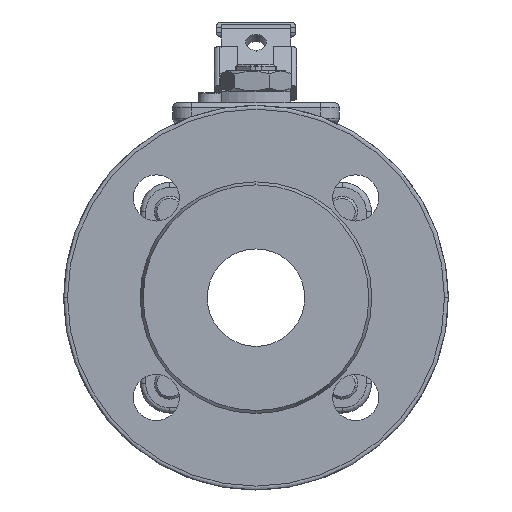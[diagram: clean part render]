
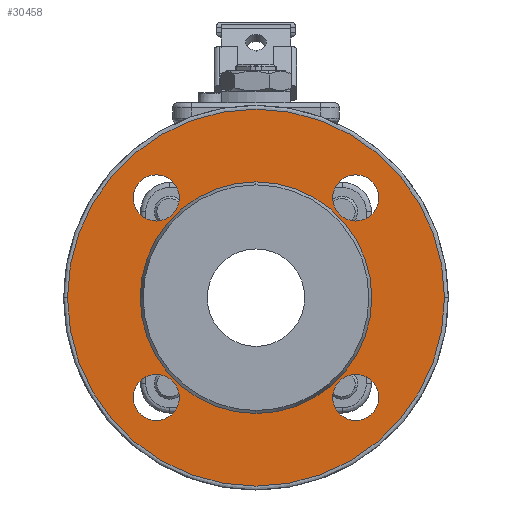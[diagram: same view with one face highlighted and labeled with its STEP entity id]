
A CAD part, left-side view. The second image highlights one B-rep face of the part: STEP entity #30458.
In plain terms, the highlighted planar face has unit normal (-1, 0, 0).
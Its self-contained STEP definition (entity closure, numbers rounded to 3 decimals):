
#249 = EDGE_CURVE ( 'NONE', #36397, #61001, #25259, .T. ) ;
#549 = DIRECTION ( 'NONE',  ( 0., -1., 0. ) ) ;
#991 = DIRECTION ( 'NONE',  ( 0., -1., 0. ) ) ;
#2254 = VERTEX_POINT ( 'NONE', #44767 ) ;
#2402 = EDGE_CURVE ( 'NONE', #63616, #58782, #21897, .T. ) ;
#4463 = AXIS2_PLACEMENT_3D ( 'NONE', #20641, #57414, #63396 ) ;
#4790 = CARTESIAN_POINT ( 'NONE',  ( 1386.626, -614.743, 0. ) ) ;
#4981 = DIRECTION ( 'NONE',  ( 0., -1., 0. ) ) ;
#5530 = CARTESIAN_POINT ( 'NONE',  ( 1386.626, -502.352, 38.891 ) ) ;
#6187 = DIRECTION ( 'NONE',  ( 0., -1., 0. ) ) ;
#6329 = CARTESIAN_POINT ( 'NONE',  ( 1386.626, -571.134, -38.891 ) ) ;
#6409 = DIRECTION ( 'NONE',  ( -1., 0., 0. ) ) ;
#6613 = CIRCLE ( 'NONE', #64954, 9. ) ;
#6712 = CARTESIAN_POINT ( 'NONE',  ( 1386.626, -511.352, 38.891 ) ) ;
#7252 = VERTEX_POINT ( 'NONE', #21605 ) ;
#7425 = EDGE_CURVE ( 'NONE', #55697, #63041, #53661, .T. ) ;
#7530 = EDGE_CURVE ( 'NONE', #8118, #16786, #38951, .T. ) ;
#7548 = ORIENTED_EDGE ( 'NONE', *, *, #51818, .T. ) ;
#8118 = VERTEX_POINT ( 'NONE', #29063 ) ;
#8710 = AXIS2_PLACEMENT_3D ( 'NONE', #30572, #46447, #25960 ) ;
#9308 = CARTESIAN_POINT ( 'NONE',  ( 1386.626, -493.352, 38.891 ) ) ;
#9578 = ORIENTED_EDGE ( 'NONE', *, *, #45433, .T. ) ;
#10549 = DIRECTION ( 'NONE',  ( 0., 0., -1. ) ) ;
#12551 = ORIENTED_EDGE ( 'NONE', *, *, #49133, .T. ) ;
#12715 = EDGE_LOOP ( 'NONE', ( #64105, #48857 ) ) ;
#13125 = EDGE_LOOP ( 'NONE', ( #53554, #16880 ) ) ;
#13308 = FACE_OUTER_BOUND ( 'NONE', #34125, .T. ) ;
#13763 = ORIENTED_EDGE ( 'NONE', *, *, #7425, .T. ) ;
#14548 = CIRCLE ( 'NONE', #4463, 9. ) ;
#14672 = AXIS2_PLACEMENT_3D ( 'NONE', #5530, #20483, #31959 ) ;
#14922 = CIRCLE ( 'NONE', #66265, 45.155 ) ;
#16219 = CARTESIAN_POINT ( 'NONE',  ( 1386.626, -502.352, -38.891 ) ) ;
#16265 = AXIS2_PLACEMENT_3D ( 'NONE', #17039, #59106, #64409 ) ;
#16786 = VERTEX_POINT ( 'NONE', #27296 ) ;
#16880 = ORIENTED_EDGE ( 'NONE', *, *, #55170, .T. ) ;
#17039 = CARTESIAN_POINT ( 'NONE',  ( 1386.626, -541.243, 0. ) ) ;
#17591 = CARTESIAN_POINT ( 'NONE',  ( 1386.626, -541.243, 45.155 ) ) ;
#18131 = DIRECTION ( 'NONE',  ( 0., -1., 0. ) ) ;
#18297 = DIRECTION ( 'NONE',  ( 0., -1., 0. ) ) ;
#20483 = DIRECTION ( 'NONE',  ( 1., 0., 0. ) ) ;
#20641 = CARTESIAN_POINT ( 'NONE',  ( 1386.626, -502.352, 38.891 ) ) ;
#20909 = ORIENTED_EDGE ( 'NONE', *, *, #63139, .T. ) ;
#21605 = CARTESIAN_POINT ( 'NONE',  ( 1386.626, -541.243, -45.155 ) ) ;
#21897 = CIRCLE ( 'NONE', #22239, 9. ) ;
#22239 = AXIS2_PLACEMENT_3D ( 'NONE', #59949, #33306, #39284 ) ;
#22980 = CARTESIAN_POINT ( 'NONE',  ( 1386.626, -502.352, -38.891 ) ) ;
#23763 = AXIS2_PLACEMENT_3D ( 'NONE', #42005, #52532, #4981 ) ;
#25259 = CIRCLE ( 'NONE', #14672, 9. ) ;
#25960 = DIRECTION ( 'NONE',  ( 0., -1., 0. ) ) ;
#27296 = CARTESIAN_POINT ( 'NONE',  ( 1386.626, -493.352, -38.891 ) ) ;
#27972 = CARTESIAN_POINT ( 'NONE',  ( 1386.626, -580.134, -38.891 ) ) ;
#28712 = VERTEX_POINT ( 'NONE', #6329 ) ;
#29063 = CARTESIAN_POINT ( 'NONE',  ( 1386.626, -511.352, -38.891 ) ) ;
#29744 = CARTESIAN_POINT ( 'NONE',  ( 1386.626, -580.134, -38.891 ) ) ;
#30458 = ADVANCED_FACE ( 'NONE', ( #48671, #13308, #55273, #41320, #50310, #40541 ), #37162, .T. ) ;
#30572 = CARTESIAN_POINT ( 'NONE',  ( 1386.626, -580.134, 38.891 ) ) ;
#31959 = DIRECTION ( 'NONE',  ( 0., -1., 0. ) ) ;
#33306 = DIRECTION ( 'NONE',  ( 1., 0., 0. ) ) ;
#33363 = AXIS2_PLACEMENT_3D ( 'NONE', #27972, #49773, #18297 ) ;
#33562 = DIRECTION ( 'NONE',  ( 1., 0., 0. ) ) ;
#34125 = EDGE_LOOP ( 'NONE', ( #9578, #13763 ) ) ;
#36397 = VERTEX_POINT ( 'NONE', #9308 ) ;
#37162 = PLANE ( 'NONE',  #23763 ) ;
#37346 = AXIS2_PLACEMENT_3D ( 'NONE', #43900, #6409, #6187 ) ;
#38951 = CIRCLE ( 'NONE', #47890, 9. ) ;
#38978 = CARTESIAN_POINT ( 'NONE',  ( 1386.626, -571.134, 38.891 ) ) ;
#39284 = DIRECTION ( 'NONE',  ( 0., -1., 0. ) ) ;
#39491 = EDGE_CURVE ( 'NONE', #7252, #57583, #14922, .T. ) ;
#40541 = FACE_BOUND ( 'NONE', #65580, .T. ) ;
#40616 = EDGE_CURVE ( 'NONE', #16786, #8118, #6613, .T. ) ;
#41271 = EDGE_LOOP ( 'NONE', ( #66699, #7548 ) ) ;
#41320 = FACE_BOUND ( 'NONE', #12715, .T. ) ;
#41626 = CIRCLE ( 'NONE', #8710, 9. ) ;
#41828 = CIRCLE ( 'NONE', #55338, 73.5 ) ;
#42005 = CARTESIAN_POINT ( 'NONE',  ( 1386.626, -702.42, 0. ) ) ;
#42088 = DIRECTION ( 'NONE',  ( 1., 0., 0. ) ) ;
#43068 = ORIENTED_EDGE ( 'NONE', *, *, #249, .T. ) ;
#43626 = ORIENTED_EDGE ( 'NONE', *, *, #2402, .T. ) ;
#43900 = CARTESIAN_POINT ( 'NONE',  ( 1386.626, -541.243, 0. ) ) ;
#44767 = CARTESIAN_POINT ( 'NONE',  ( 1386.626, -589.134, -38.891 ) ) ;
#45310 = CIRCLE ( 'NONE', #53165, 9. ) ;
#45433 = EDGE_CURVE ( 'NONE', #63041, #55697, #41828, .T. ) ;
#45829 = EDGE_LOOP ( 'NONE', ( #20909, #43068 ) ) ;
#46447 = DIRECTION ( 'NONE',  ( 1., 0., 0. ) ) ;
#46815 = CARTESIAN_POINT ( 'NONE',  ( 1386.626, -467.743, 0. ) ) ;
#47287 = CIRCLE ( 'NONE', #16265, 45.155 ) ;
#47476 = DIRECTION ( 'NONE',  ( -1., 0., 0. ) ) ;
#47701 = CARTESIAN_POINT ( 'NONE',  ( 1386.626, -541.243, 0. ) ) ;
#47890 = AXIS2_PLACEMENT_3D ( 'NONE', #22980, #33562, #18131 ) ;
#48657 = CIRCLE ( 'NONE', #33363, 9. ) ;
#48671 = FACE_BOUND ( 'NONE', #41271, .T. ) ;
#48857 = ORIENTED_EDGE ( 'NONE', *, *, #40616, .T. ) ;
#49133 = EDGE_CURVE ( 'NONE', #58782, #63616, #41626, .T. ) ;
#49773 = DIRECTION ( 'NONE',  ( 1., 0., 0. ) ) ;
#50310 = FACE_BOUND ( 'NONE', #13125, .T. ) ;
#51818 = EDGE_CURVE ( 'NONE', #57583, #7252, #47287, .T. ) ;
#52532 = DIRECTION ( 'NONE',  ( -1., 0., 0. ) ) ;
#53165 = AXIS2_PLACEMENT_3D ( 'NONE', #29744, #66558, #56170 ) ;
#53554 = ORIENTED_EDGE ( 'NONE', *, *, #57696, .T. ) ;
#53661 = CIRCLE ( 'NONE', #37346, 73.5 ) ;
#55170 = EDGE_CURVE ( 'NONE', #28712, #2254, #48657, .T. ) ;
#55273 = FACE_BOUND ( 'NONE', #45829, .T. ) ;
#55338 = AXIS2_PLACEMENT_3D ( 'NONE', #47701, #47476, #991 ) ;
#55697 = VERTEX_POINT ( 'NONE', #46815 ) ;
#56170 = DIRECTION ( 'NONE',  ( 0., -1., 0. ) ) ;
#57414 = DIRECTION ( 'NONE',  ( 1., 0., 0. ) ) ;
#57583 = VERTEX_POINT ( 'NONE', #17591 ) ;
#57696 = EDGE_CURVE ( 'NONE', #2254, #28712, #45310, .T. ) ;
#58734 = DIRECTION ( 'NONE',  ( 1., 0., 0. ) ) ;
#58782 = VERTEX_POINT ( 'NONE', #66153 ) ;
#59106 = DIRECTION ( 'NONE',  ( 1., 0., 0. ) ) ;
#59949 = CARTESIAN_POINT ( 'NONE',  ( 1386.626, -580.134, 38.891 ) ) ;
#61001 = VERTEX_POINT ( 'NONE', #6712 ) ;
#63041 = VERTEX_POINT ( 'NONE', #4790 ) ;
#63139 = EDGE_CURVE ( 'NONE', #61001, #36397, #14548, .T. ) ;
#63396 = DIRECTION ( 'NONE',  ( 0., -1., 0. ) ) ;
#63454 = CARTESIAN_POINT ( 'NONE',  ( 1386.626, -541.243, 0. ) ) ;
#63616 = VERTEX_POINT ( 'NONE', #38978 ) ;
#64105 = ORIENTED_EDGE ( 'NONE', *, *, #7530, .T. ) ;
#64409 = DIRECTION ( 'NONE',  ( 0., 0., -1. ) ) ;
#64954 = AXIS2_PLACEMENT_3D ( 'NONE', #16219, #58734, #549 ) ;
#65580 = EDGE_LOOP ( 'NONE', ( #12551, #43626 ) ) ;
#66153 = CARTESIAN_POINT ( 'NONE',  ( 1386.626, -589.134, 38.891 ) ) ;
#66265 = AXIS2_PLACEMENT_3D ( 'NONE', #63454, #42088, #10549 ) ;
#66558 = DIRECTION ( 'NONE',  ( 1., 0., 0. ) ) ;
#66699 = ORIENTED_EDGE ( 'NONE', *, *, #39491, .T. ) ;
